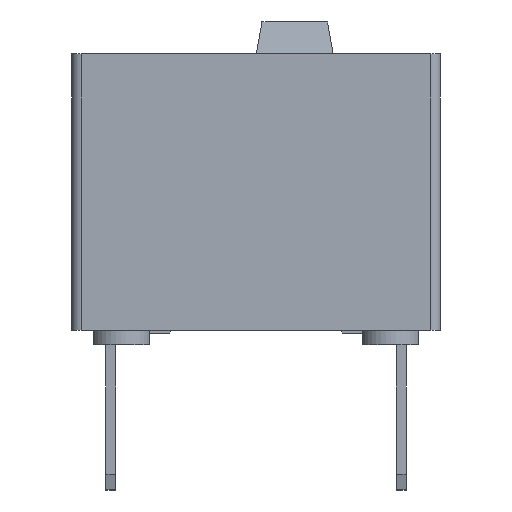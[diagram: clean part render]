
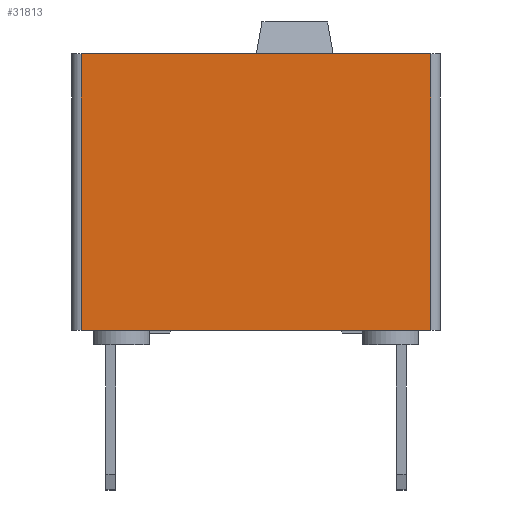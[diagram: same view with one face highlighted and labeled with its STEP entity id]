
A CAD part, left-side view. The second image highlights one B-rep face of the part: STEP entity #31813.
In plain terms, the highlighted planar face has unit normal (-1, 0, 0).
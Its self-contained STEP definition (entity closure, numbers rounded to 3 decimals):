
#1524 = DIRECTION ( 'NONE',  ( 0., -1., 0. ) ) ;
#2102 = DIRECTION ( 'NONE',  ( 0., -1., 0. ) ) ;
#2332 = VERTEX_POINT ( 'NONE', #24094 ) ;
#3326 = EDGE_CURVE ( 'NONE', #22328, #34366, #33061, .T. ) ;
#4054 = ORIENTED_EDGE ( 'NONE', *, *, #5216, .F. ) ;
#4055 = CARTESIAN_POINT ( 'NONE',  ( 0., -0.25, -7.239 ) ) ;
#4097 = DIRECTION ( 'NONE',  ( -1., 0., 0. ) ) ;
#5216 = EDGE_CURVE ( 'NONE', #22328, #2332, #30304, .T. ) ;
#5725 = EDGE_CURVE ( 'NONE', #34409, #8299, #10762, .T. ) ;
#5927 = CARTESIAN_POINT ( 'NONE',  ( 0., -1.295, -7.239 ) ) ;
#6196 = DIRECTION ( 'NONE',  ( 0., 0., 1. ) ) ;
#8299 = VERTEX_POINT ( 'NONE', #8744 ) ;
#8535 = ORIENTED_EDGE ( 'NONE', *, *, #31744, .T. ) ;
#8744 = CARTESIAN_POINT ( 'NONE',  ( 0., -9.402, 0. ) ) ;
#9386 = ORIENTED_EDGE ( 'NONE', *, *, #5725, .T. ) ;
#9497 = VERTEX_POINT ( 'NONE', #11050 ) ;
#10762 = LINE ( 'NONE', #32395, #22312 ) ;
#11050 = CARTESIAN_POINT ( 'NONE',  ( 0., -8.357, -7.239 ) ) ;
#11052 = DIRECTION ( 'NONE',  ( 0., -1., 0. ) ) ;
#11578 = DIRECTION ( 'NONE',  ( 0., -1., 0. ) ) ;
#12374 = VECTOR ( 'NONE', #11578, 1000. ) ;
#12636 = FACE_OUTER_BOUND ( 'NONE', #34453, .T. ) ;
#12809 = PLANE ( 'NONE',  #33312 ) ;
#12872 = VECTOR ( 'NONE', #11052, 1000. ) ;
#13804 = ORIENTED_EDGE ( 'NONE', *, *, #35138, .T. ) ;
#14736 = ORIENTED_EDGE ( 'NONE', *, *, #3326, .T. ) ;
#14801 = DIRECTION ( 'NONE',  ( 0., -1., 0. ) ) ;
#16104 = DIRECTION ( 'NONE',  ( 0., 0., 1. ) ) ;
#18735 = EDGE_CURVE ( 'NONE', #2332, #8299, #23464, .T. ) ;
#21727 = VECTOR ( 'NONE', #6196, 1000. ) ;
#22144 = LINE ( 'NONE', #25358, #12374 ) ;
#22312 = VECTOR ( 'NONE', #16104, 1000. ) ;
#22328 = VERTEX_POINT ( 'NONE', #4055 ) ;
#22564 = VECTOR ( 'NONE', #2102, 1000. ) ;
#23464 = LINE ( 'NONE', #31339, #32814 ) ;
#24094 = CARTESIAN_POINT ( 'NONE',  ( 0., -0.25, 0. ) ) ;
#24853 = CARTESIAN_POINT ( 'NONE',  ( 0., -9.402, -7.239 ) ) ;
#25358 = CARTESIAN_POINT ( 'NONE',  ( 0., -0.25, -7.239 ) ) ;
#26052 = CARTESIAN_POINT ( 'NONE',  ( 0., -0.25, -7.239 ) ) ;
#27623 = CARTESIAN_POINT ( 'NONE',  ( 0., -0.25, -7.239 ) ) ;
#30304 = LINE ( 'NONE', #27623, #21727 ) ;
#31339 = CARTESIAN_POINT ( 'NONE',  ( 0., -0.25, 0. ) ) ;
#31744 = EDGE_CURVE ( 'NONE', #34366, #9497, #22144, .T. ) ;
#31813 = ADVANCED_FACE ( 'NONE', ( #12636 ), #12809, .T. ) ;
#31940 = CARTESIAN_POINT ( 'NONE',  ( 0., -0.25, -7.239 ) ) ;
#32395 = CARTESIAN_POINT ( 'NONE',  ( 0., -9.402, -7.239 ) ) ;
#32814 = VECTOR ( 'NONE', #1524, 1000. ) ;
#33061 = LINE ( 'NONE', #33234, #12872 ) ;
#33234 = CARTESIAN_POINT ( 'NONE',  ( 0., -0.25, -7.239 ) ) ;
#33312 = AXIS2_PLACEMENT_3D ( 'NONE', #26052, #4097, #14801 ) ;
#33448 = ORIENTED_EDGE ( 'NONE', *, *, #18735, .F. ) ;
#34366 = VERTEX_POINT ( 'NONE', #5927 ) ;
#34409 = VERTEX_POINT ( 'NONE', #24853 ) ;
#34453 = EDGE_LOOP ( 'NONE', ( #33448, #4054, #14736, #8535, #13804, #9386 ) ) ;
#34621 = LINE ( 'NONE', #31940, #22564 ) ;
#35138 = EDGE_CURVE ( 'NONE', #9497, #34409, #34621, .T. ) ;
